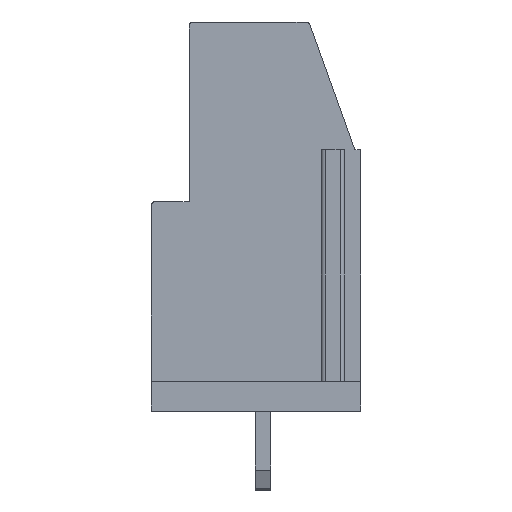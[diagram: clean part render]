
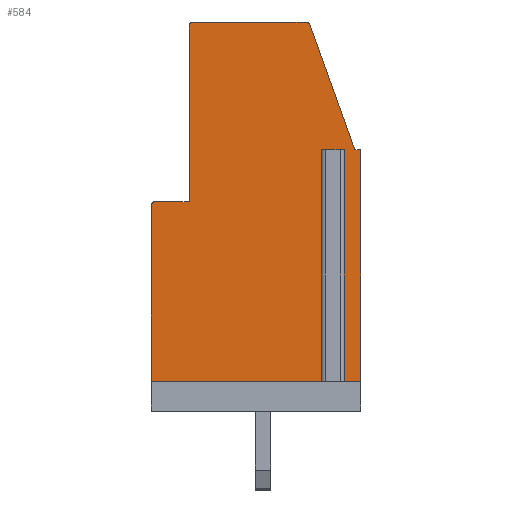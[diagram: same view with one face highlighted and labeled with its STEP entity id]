
A CAD part, left-side view. The second image highlights one B-rep face of the part: STEP entity #584.
In plain terms, the highlighted planar face has unit normal (-1, 0, 0).
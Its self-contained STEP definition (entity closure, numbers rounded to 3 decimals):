
#584=ADVANCED_FACE('',(#3837),#3839,.T.);
#3837=FACE_BOUND('',#3838,.T.);
#3838=EDGE_LOOP('',(#6553,#6554,#6555,#6556,#6557,#6558,#6559,#6560,#6561,#6562,
#6563,#6564,#6565,#6566,#6567));
#3839=PLANE('',#3840);
#3840=AXIS2_PLACEMENT_3D('',#3841,#3842,#3843);
#3841=CARTESIAN_POINT('',(-2.5,0.,0.));
#3842=DIRECTION('',(-1.,0.,0.));
#3843=DIRECTION('',(0.,0.,-1.));
#6553=ORIENTED_EDGE('',*,*,#8324,.F.);
#6554=ORIENTED_EDGE('',*,*,#8325,.F.);
#6555=ORIENTED_EDGE('',*,*,#8326,.F.);
#6556=ORIENTED_EDGE('',*,*,#8189,.T.);
#6557=ORIENTED_EDGE('',*,*,#8307,.T.);
#6558=ORIENTED_EDGE('',*,*,#8327,.T.);
#6559=ORIENTED_EDGE('',*,*,#8328,.T.);
#6560=ORIENTED_EDGE('',*,*,#8329,.T.);
#6561=ORIENTED_EDGE('',*,*,#8330,.T.);
#6562=ORIENTED_EDGE('',*,*,#8331,.T.);
#6563=ORIENTED_EDGE('',*,*,#8332,.T.);
#6564=ORIENTED_EDGE('',*,*,#8333,.T.);
#6565=ORIENTED_EDGE('',*,*,#8334,.T.);
#6566=ORIENTED_EDGE('',*,*,#8335,.T.);
#6567=ORIENTED_EDGE('',*,*,#8195,.T.);
#8189=EDGE_CURVE('',#9102,#9100,#9103,.T.);
#8195=EDGE_CURVE('',#9114,#9112,#9115,.T.);
#8307=EDGE_CURVE('',#9100,#9330,#9332,.T.);
#8324=EDGE_CURVE('',#9365,#9112,#9366,.T.);
#8325=EDGE_CURVE('',#9367,#9365,#9368,.F.);
#8326=EDGE_CURVE('',#9102,#9367,#9369,.T.);
#8327=EDGE_CURVE('',#9330,#9370,#9371,.T.);
#8328=EDGE_CURVE('',#9370,#9372,#9373,.T.);
#8329=EDGE_CURVE('',#9372,#9374,#9375,.T.);
#8330=EDGE_CURVE('',#9374,#9376,#9377,.T.);
#8331=EDGE_CURVE('',#9376,#9378,#9379,.T.);
#8332=EDGE_CURVE('',#9378,#9380,#9381,.T.);
#8333=EDGE_CURVE('',#9380,#9382,#9383,.T.);
#8334=EDGE_CURVE('',#9382,#9384,#9385,.T.);
#8335=EDGE_CURVE('',#9384,#9114,#9386,.T.);
#9100=VERTEX_POINT('',#10589);
#9102=VERTEX_POINT('',#10593);
#9103=LINE('',#10594,#10595);
#9112=VERTEX_POINT('',#10615);
#9114=VERTEX_POINT('',#10619);
#9115=LINE('',#10620,#10621);
#9330=VERTEX_POINT('',#11070);
#9332=LINE('',#11074,#11075);
#9365=VERTEX_POINT('',#11141);
#9366=LINE('',#11142,#11143);
#9367=VERTEX_POINT('',#11145);
#9368=LINE('',#11146,#11147);
#9369=LINE('',#11149,#11150);
#9370=VERTEX_POINT('',#11152);
#9371=LINE('',#11153,#11154);
#9372=VERTEX_POINT('',#11156);
#9373=LINE('',#11157,#11158);
#9374=VERTEX_POINT('',#11160);
#9375=CIRCLE('',#11161,0.2);
#9376=VERTEX_POINT('',#11165);
#9377=LINE('',#11166,#11167);
#9378=VERTEX_POINT('',#11169);
#9379=CIRCLE('',#11170,0.2);
#9380=VERTEX_POINT('',#11174);
#9381=LINE('',#11175,#11176);
#9382=VERTEX_POINT('',#11178);
#9383=LINE('',#11179,#11180);
#9384=VERTEX_POINT('',#11182);
#9385=CIRCLE('',#11183,0.2);
#9386=LINE('',#11187,#11188);
#10589=CARTESIAN_POINT('',(-2.5,-4.9,1.5));
#10593=CARTESIAN_POINT('',(-2.5,-3.925,1.5));
#10594=CARTESIAN_POINT('',(-2.5,-3.925,1.5));
#10595=VECTOR('',#10596,1.);
#10596=DIRECTION('',(0.,-1.,0.));
#10615=CARTESIAN_POINT('',(-2.5,-3.075,1.5));
#10619=CARTESIAN_POINT('',(-2.5,5.6,1.5));
#10620=CARTESIAN_POINT('',(-2.5,5.6,1.5));
#10621=VECTOR('',#10622,1.);
#10622=DIRECTION('',(0.,-1.,0.));
#11070=CARTESIAN_POINT('',(-2.5,-4.9,13.1));
#11074=CARTESIAN_POINT('',(-2.5,-4.9,1.5));
#11075=VECTOR('',#11076,1.);
#11076=DIRECTION('',(0.,0.,1.));
#11141=CARTESIAN_POINT('',(-2.5,-3.075,13.1));
#11142=CARTESIAN_POINT('',(-2.5,-3.075,13.1));
#11143=VECTOR('',#11144,1.);
#11144=DIRECTION('',(0.,0.,-1.));
#11145=CARTESIAN_POINT('',(-2.5,-3.925,13.1));
#11146=CARTESIAN_POINT('',(-2.5,-3.075,13.1));
#11147=VECTOR('',#11148,1.);
#11148=DIRECTION('',(0.,-1.,0.));
#11149=CARTESIAN_POINT('',(-2.5,-3.925,1.5));
#11150=VECTOR('',#11151,1.);
#11151=DIRECTION('',(0.,0.,1.));
#11152=CARTESIAN_POINT('',(-2.5,-4.6,13.1));
#11153=CARTESIAN_POINT('',(-2.5,-4.9,13.1));
#11154=VECTOR('',#11155,1.);
#11155=DIRECTION('',(0.,1.,0.));
#11156=CARTESIAN_POINT('',(-2.5,-2.348,19.368));
#11157=CARTESIAN_POINT('',(-2.5,-4.6,13.1));
#11158=VECTOR('',#11159,1.);
#11159=DIRECTION('',(0.,0.338,0.941));
#11160=CARTESIAN_POINT('',(-2.5,-2.159,19.5));
#11161=AXIS2_PLACEMENT_3D('',#11162,#11163,#11164);
#11162=CARTESIAN_POINT('',(-2.5,-2.159,19.3));
#11163=DIRECTION('',(-1.,-0.,-0.));
#11164=DIRECTION('',(0.,-0.941,0.338));
#11165=CARTESIAN_POINT('',(-2.5,3.5,19.5));
#11166=CARTESIAN_POINT('',(-2.5,-2.159,19.5));
#11167=VECTOR('',#11168,1.);
#11168=DIRECTION('',(0.,1.,0.));
#11169=CARTESIAN_POINT('',(-2.5,3.7,19.3));
#11170=AXIS2_PLACEMENT_3D('',#11171,#11172,#11173);
#11171=CARTESIAN_POINT('',(-2.5,3.5,19.3));
#11172=DIRECTION('',(-1.,-0.,-0.));
#11173=DIRECTION('',(0.,0.,1.));
#11174=CARTESIAN_POINT('',(-2.5,3.7,10.5));
#11175=CARTESIAN_POINT('',(-2.5,3.7,19.3));
#11176=VECTOR('',#11177,1.);
#11177=DIRECTION('',(0.,0.,-1.));
#11178=CARTESIAN_POINT('',(-2.5,5.4,10.5));
#11179=CARTESIAN_POINT('',(-2.5,3.7,10.5));
#11180=VECTOR('',#11181,1.);
#11181=DIRECTION('',(0.,1.,0.));
#11182=CARTESIAN_POINT('',(-2.5,5.6,10.3));
#11183=AXIS2_PLACEMENT_3D('',#11184,#11185,#11186);
#11184=CARTESIAN_POINT('',(-2.5,5.4,10.3));
#11185=DIRECTION('',(-1.,-0.,-0.));
#11186=DIRECTION('',(0.,0.,1.));
#11187=CARTESIAN_POINT('',(-2.5,5.6,10.3));
#11188=VECTOR('',#11189,1.);
#11189=DIRECTION('',(0.,0.,-1.));
